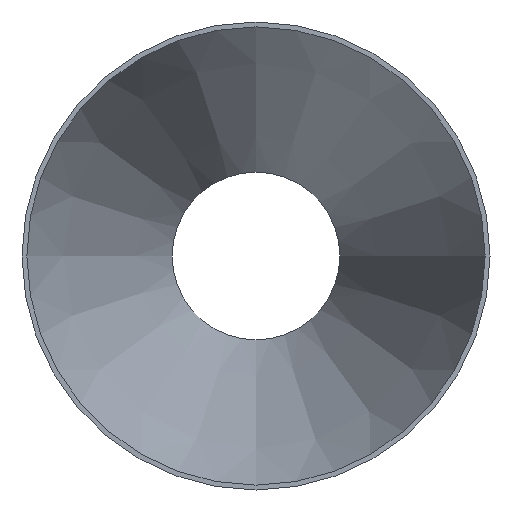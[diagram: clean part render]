
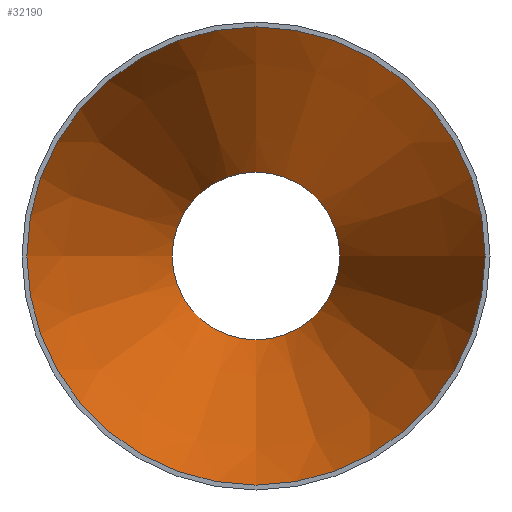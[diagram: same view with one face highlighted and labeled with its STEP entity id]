
A CAD part, front view. The second image highlights one B-rep face of the part: STEP entity #32190.
In plain terms, the highlighted conical face has half-angle 19.491 degrees and reference radius 198.757 mm.
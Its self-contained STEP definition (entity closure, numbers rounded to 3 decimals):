
#1522 = CARTESIAN_POINT ( 'NONE',  ( 0., 0., 0. ) ) ;
#3676 = AXIS2_PLACEMENT_3D ( 'NONE', #28362, #7668, #15172 ) ;
#4423 = AXIS2_PLACEMENT_3D ( 'NONE', #1522, #19724, #31731 ) ;
#6640 = EDGE_LOOP ( 'NONE', ( #12505 ) ) ;
#6840 = CIRCLE ( 'NONE', #22892, 72.757 ) ;
#7668 = DIRECTION ( 'NONE',  ( 0., -1., 0. ) ) ;
#12505 = ORIENTED_EDGE ( 'NONE', *, *, #17021, .T. ) ;
#15172 = DIRECTION ( 'NONE',  ( 0., 0., -1. ) ) ;
#16476 = CONICAL_SURFACE ( 'NONE', #3676, 198.757, 0.34 ) ;
#17021 = EDGE_CURVE ( 'NONE', #29997, #29997, #23662, .T. ) ;
#17318 = CARTESIAN_POINT ( 'NONE',  ( 0., 0., -198.757 ) ) ;
#17650 = DIRECTION ( 'NONE',  ( 0., 0., -1. ) ) ;
#18184 = FACE_OUTER_BOUND ( 'NONE', #6640, .T. ) ;
#19724 = DIRECTION ( 'NONE',  ( 0., -1., 0. ) ) ;
#22892 = AXIS2_PLACEMENT_3D ( 'NONE', #30826, #30497, #17650 ) ;
#23197 = FACE_BOUND ( 'NONE', #25923, .T. ) ;
#23662 = CIRCLE ( 'NONE', #4423, 198.757 ) ;
#23882 = ORIENTED_EDGE ( 'NONE', *, *, #27357, .F. ) ;
#25923 = EDGE_LOOP ( 'NONE', ( #23882 ) ) ;
#27357 = EDGE_CURVE ( 'NONE', #32320, #32320, #6840, .T. ) ;
#27512 = CARTESIAN_POINT ( 'NONE',  ( 0., 356., -72.757 ) ) ;
#28362 = CARTESIAN_POINT ( 'NONE',  ( 0., 0., 0. ) ) ;
#29997 = VERTEX_POINT ( 'NONE', #17318 ) ;
#30497 = DIRECTION ( 'NONE',  ( 0., -1., 0. ) ) ;
#30826 = CARTESIAN_POINT ( 'NONE',  ( 0., 356., 0. ) ) ;
#31731 = DIRECTION ( 'NONE',  ( 0., 0., -1. ) ) ;
#32190 = ADVANCED_FACE ( 'NONE', ( #23197, #18184 ), #16476, .F. ) ;
#32320 = VERTEX_POINT ( 'NONE', #27512 ) ;
